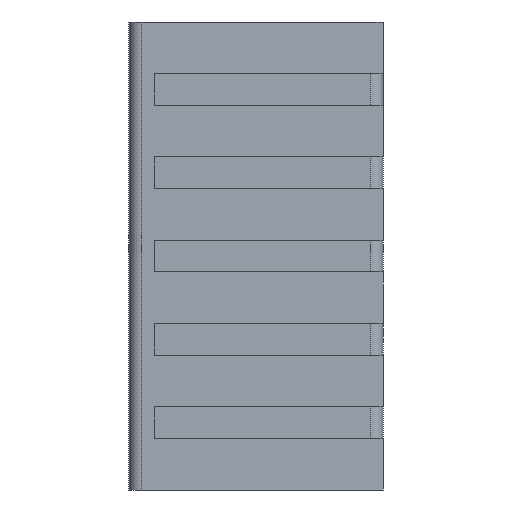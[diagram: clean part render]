
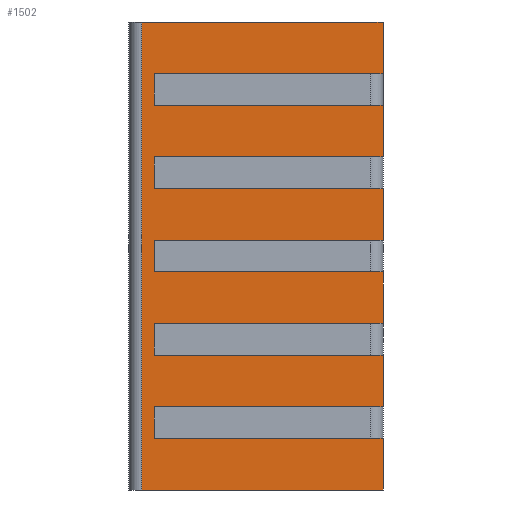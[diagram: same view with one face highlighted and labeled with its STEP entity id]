
A CAD part, left-side view. The second image highlights one B-rep face of the part: STEP entity #1502.
In plain terms, the highlighted planar face has unit normal (-1, 0, 0).
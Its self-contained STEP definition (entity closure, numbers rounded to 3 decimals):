
#103=FACE_OUTER_BOUND($,#178,.T.);
#178=EDGE_LOOP($,(#1173,#1174,#1175,#1176,#1177,#1178,#1179,#1180,#1181,
#1182,#1183,#1184,#1185,#1186,#1187,#1188,#1189,#1190,#1191,#1192,#1193,
#1194,#1195,#1196));
#215=LINE($,#2042,#407);
#219=LINE($,#2051,#411);
#222=LINE($,#2055,#414);
#225=LINE($,#2063,#417);
#229=LINE($,#2072,#421);
#232=LINE($,#2076,#424);
#285=LINE($,#2189,#477);
#289=LINE($,#2198,#481);
#292=LINE($,#2202,#484);
#295=LINE($,#2210,#487);
#299=LINE($,#2219,#491);
#302=LINE($,#2223,#494);
#305=LINE($,#2231,#497);
#309=LINE($,#2240,#501);
#312=LINE($,#2244,#504);
#335=LINE($,#2285,#527);
#336=LINE($,#2288,#528);
#340=LINE($,#2294,#532);
#341=LINE($,#2296,#533);
#344=LINE($,#2300,#536);
#345=LINE($,#2302,#537);
#347=LINE($,#2306,#539);
#348=LINE($,#2308,#540);
#349=LINE($,#2309,#541);
#407=VECTOR($,#1644,17.99);
#411=VECTOR($,#1650,17.99);
#414=VECTOR($,#1655,2.5);
#417=VECTOR($,#1660,17.99);
#421=VECTOR($,#1666,17.99);
#424=VECTOR($,#1671,2.5);
#477=VECTOR($,#1756,17.99);
#481=VECTOR($,#1762,17.99);
#484=VECTOR($,#1767,2.5);
#487=VECTOR($,#1772,17.99);
#491=VECTOR($,#1778,17.99);
#494=VECTOR($,#1783,2.5);
#497=VECTOR($,#1788,17.99);
#501=VECTOR($,#1794,17.99);
#504=VECTOR($,#1799,2.5);
#527=VECTOR($,#1838,4.055);
#528=VECTOR($,#1841,4.055);
#532=VECTOR($,#1847,4.055);
#533=VECTOR($,#1850,4.055);
#536=VECTOR($,#1855,4.055);
#537=VECTOR($,#1858,4.055);
#539=VECTOR($,#1862,18.99);
#540=VECTOR($,#1863,36.83);
#541=VECTOR($,#1864,18.99);
#599=VERTEX_POINT($,#2039);
#600=VERTEX_POINT($,#2041);
#603=VERTEX_POINT($,#2048);
#604=VERTEX_POINT($,#2050);
#607=VERTEX_POINT($,#2060);
#608=VERTEX_POINT($,#2062);
#611=VERTEX_POINT($,#2069);
#612=VERTEX_POINT($,#2071);
#655=VERTEX_POINT($,#2186);
#656=VERTEX_POINT($,#2188);
#659=VERTEX_POINT($,#2195);
#660=VERTEX_POINT($,#2197);
#663=VERTEX_POINT($,#2207);
#664=VERTEX_POINT($,#2209);
#667=VERTEX_POINT($,#2216);
#668=VERTEX_POINT($,#2218);
#671=VERTEX_POINT($,#2228);
#672=VERTEX_POINT($,#2230);
#675=VERTEX_POINT($,#2237);
#676=VERTEX_POINT($,#2239);
#686=VERTEX_POINT($,#2283);
#687=VERTEX_POINT($,#2287);
#689=VERTEX_POINT($,#2305);
#690=VERTEX_POINT($,#2307);
#745=EDGE_CURVE($,#600,#599,#215,.T.);
#749=EDGE_CURVE($,#604,#603,#219,.T.);
#752=EDGE_CURVE($,#599,#604,#222,.T.);
#755=EDGE_CURVE($,#608,#607,#225,.T.);
#759=EDGE_CURVE($,#612,#611,#229,.T.);
#762=EDGE_CURVE($,#607,#612,#232,.T.);
#815=EDGE_CURVE($,#656,#655,#285,.T.);
#819=EDGE_CURVE($,#660,#659,#289,.T.);
#822=EDGE_CURVE($,#655,#660,#292,.T.);
#825=EDGE_CURVE($,#664,#663,#295,.T.);
#829=EDGE_CURVE($,#668,#667,#299,.T.);
#832=EDGE_CURVE($,#663,#668,#302,.T.);
#835=EDGE_CURVE($,#672,#671,#305,.T.);
#839=EDGE_CURVE($,#676,#675,#309,.T.);
#842=EDGE_CURVE($,#671,#676,#312,.T.);
#865=EDGE_CURVE($,#675,#686,#335,.T.);
#866=EDGE_CURVE($,#687,#656,#336,.T.);
#870=EDGE_CURVE($,#611,#664,#340,.T.);
#871=EDGE_CURVE($,#659,#608,#341,.T.);
#874=EDGE_CURVE($,#603,#672,#344,.T.);
#875=EDGE_CURVE($,#667,#600,#345,.T.);
#877=EDGE_CURVE($,#689,#686,#347,.T.);
#878=EDGE_CURVE($,#690,#689,#348,.T.);
#879=EDGE_CURVE($,#687,#690,#349,.T.);
#1173=ORIENTED_EDGE($,*,*,#745,.T.);
#1174=ORIENTED_EDGE($,*,*,#752,.T.);
#1175=ORIENTED_EDGE($,*,*,#749,.T.);
#1176=ORIENTED_EDGE($,*,*,#874,.T.);
#1177=ORIENTED_EDGE($,*,*,#835,.T.);
#1178=ORIENTED_EDGE($,*,*,#842,.T.);
#1179=ORIENTED_EDGE($,*,*,#839,.T.);
#1180=ORIENTED_EDGE($,*,*,#865,.T.);
#1181=ORIENTED_EDGE($,*,*,#877,.F.);
#1182=ORIENTED_EDGE($,*,*,#878,.F.);
#1183=ORIENTED_EDGE($,*,*,#879,.F.);
#1184=ORIENTED_EDGE($,*,*,#866,.T.);
#1185=ORIENTED_EDGE($,*,*,#815,.T.);
#1186=ORIENTED_EDGE($,*,*,#822,.T.);
#1187=ORIENTED_EDGE($,*,*,#819,.T.);
#1188=ORIENTED_EDGE($,*,*,#871,.T.);
#1189=ORIENTED_EDGE($,*,*,#755,.T.);
#1190=ORIENTED_EDGE($,*,*,#762,.T.);
#1191=ORIENTED_EDGE($,*,*,#759,.T.);
#1192=ORIENTED_EDGE($,*,*,#870,.T.);
#1193=ORIENTED_EDGE($,*,*,#825,.T.);
#1194=ORIENTED_EDGE($,*,*,#832,.T.);
#1195=ORIENTED_EDGE($,*,*,#829,.T.);
#1196=ORIENTED_EDGE($,*,*,#875,.T.);
#1440=PLANE($,#1580);
#1502=ADVANCED_FACE($,(#103),#1440,.T.);
#1580=AXIS2_PLACEMENT_3D($,#2304,#1860,#1861);
#1644=DIRECTION($,(0.,1.,0.));
#1650=DIRECTION($,(0.,-1.,0.));
#1655=DIRECTION($,(0.,0.,1.));
#1660=DIRECTION($,(0.,1.,0.));
#1666=DIRECTION($,(0.,-1.,0.));
#1671=DIRECTION($,(0.,0.,1.));
#1756=DIRECTION($,(0.,1.,0.));
#1762=DIRECTION($,(0.,-1.,0.));
#1767=DIRECTION($,(0.,0.,1.));
#1772=DIRECTION($,(0.,1.,0.));
#1778=DIRECTION($,(0.,-1.,0.));
#1783=DIRECTION($,(0.,0.,1.));
#1788=DIRECTION($,(0.,1.,0.));
#1794=DIRECTION($,(0.,-1.,0.));
#1799=DIRECTION($,(0.,0.,1.));
#1838=DIRECTION($,(0.,0.,1.));
#1841=DIRECTION($,(0.,0.,1.));
#1847=DIRECTION($,(0.,0.,1.));
#1850=DIRECTION($,(0.,0.,1.));
#1855=DIRECTION($,(0.,0.,1.));
#1858=DIRECTION($,(0.,0.,1.));
#1860=DIRECTION('center_axis',(-1.,0.,0.));
#1861=DIRECTION('ref_axis',(0.,-1.,0.));
#1862=DIRECTION($,(0.,-1.,0.));
#1863=DIRECTION($,(0.,0.,1.));
#1864=DIRECTION($,(0.,1.,0.));
#2039=CARTESIAN_POINT('',(-12.78,16.99,23.72));
#2041=CARTESIAN_POINT('',(-12.78,-1.,23.72));
#2042=CARTESIAN_POINT($,(-12.78,8.745,23.72));
#2048=CARTESIAN_POINT('',(-12.78,-1.,26.22));
#2050=CARTESIAN_POINT('',(-12.78,16.99,26.22));
#2051=CARTESIAN_POINT($,(-12.78,17.74,26.22));
#2055=CARTESIAN_POINT($,(-12.78,16.99,11.86));
#2060=CARTESIAN_POINT('',(-12.78,16.99,10.61));
#2062=CARTESIAN_POINT('',(-12.78,-1.,10.61));
#2063=CARTESIAN_POINT($,(-12.78,8.745,10.61));
#2069=CARTESIAN_POINT('',(-12.78,-1.,13.11));
#2071=CARTESIAN_POINT('',(-12.78,16.99,13.11));
#2072=CARTESIAN_POINT($,(-12.78,17.74,13.11));
#2076=CARTESIAN_POINT($,(-12.78,16.99,5.305));
#2186=CARTESIAN_POINT('',(-12.78,16.99,4.055));
#2188=CARTESIAN_POINT('',(-12.78,-1.,4.055));
#2189=CARTESIAN_POINT($,(-12.78,8.745,4.055));
#2195=CARTESIAN_POINT('',(-12.78,-1.,6.555));
#2197=CARTESIAN_POINT('',(-12.78,16.99,6.555));
#2198=CARTESIAN_POINT($,(-12.78,17.74,6.555));
#2202=CARTESIAN_POINT($,(-12.78,16.99,2.028));
#2207=CARTESIAN_POINT('',(-12.78,16.99,17.165));
#2209=CARTESIAN_POINT('',(-12.78,-1.,17.165));
#2210=CARTESIAN_POINT($,(-12.78,8.745,17.165));
#2216=CARTESIAN_POINT('',(-12.78,-1.,19.665));
#2218=CARTESIAN_POINT('',(-12.78,16.99,19.665));
#2219=CARTESIAN_POINT($,(-12.78,17.74,19.665));
#2223=CARTESIAN_POINT($,(-12.78,16.99,8.583));
#2228=CARTESIAN_POINT('',(-12.78,16.99,30.275));
#2230=CARTESIAN_POINT('',(-12.78,-1.,30.275));
#2231=CARTESIAN_POINT($,(-12.78,8.745,30.275));
#2237=CARTESIAN_POINT('',(-12.78,-1.,32.775));
#2239=CARTESIAN_POINT('',(-12.78,16.99,32.775));
#2240=CARTESIAN_POINT($,(-12.78,17.74,32.775));
#2244=CARTESIAN_POINT($,(-12.78,16.99,15.138));
#2283=CARTESIAN_POINT('',(-12.78,-1.,36.83));
#2285=CARTESIAN_POINT($,(-12.78,-1.,0.));
#2287=CARTESIAN_POINT('',(-12.78,-1.,0.));
#2288=CARTESIAN_POINT($,(-12.78,-1.,0.));
#2294=CARTESIAN_POINT($,(-12.78,-1.,0.));
#2296=CARTESIAN_POINT($,(-12.78,-1.,0.));
#2300=CARTESIAN_POINT($,(-12.78,-1.,0.));
#2302=CARTESIAN_POINT($,(-12.78,-1.,0.));
#2304=CARTESIAN_POINT('Origin',(-12.78,18.49,0.));
#2305=CARTESIAN_POINT('',(-12.78,17.99,36.83));
#2306=CARTESIAN_POINT($,(-12.78,-1.,36.83));
#2307=CARTESIAN_POINT('',(-12.78,17.99,0.));
#2308=CARTESIAN_POINT($,(-12.78,17.99,0.));
#2309=CARTESIAN_POINT($,(-12.78,-1.,0.));
